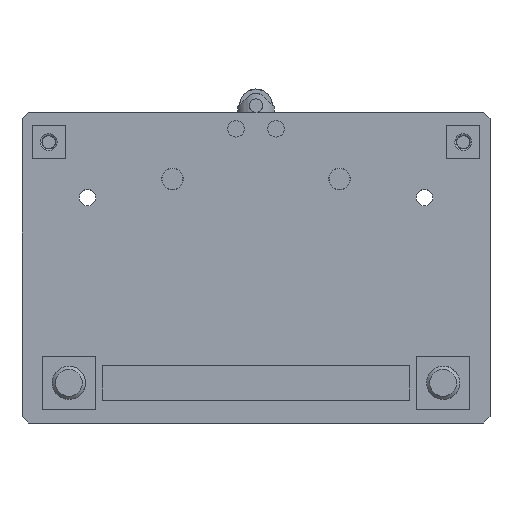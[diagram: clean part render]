
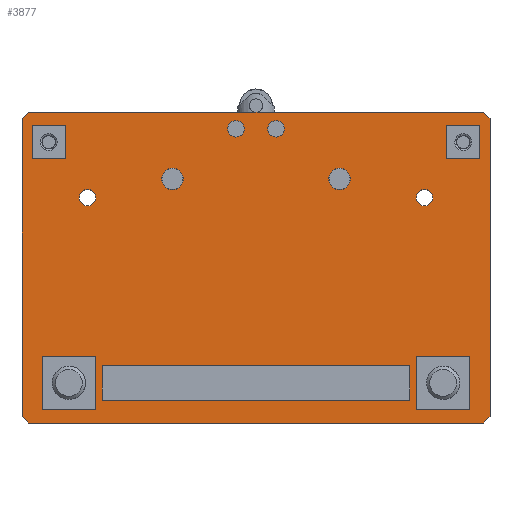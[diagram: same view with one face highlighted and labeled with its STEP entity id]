
A CAD part, top view. The second image highlights one B-rep face of the part: STEP entity #3877.
In plain terms, the highlighted planar face has unit normal (0, 0, 1).
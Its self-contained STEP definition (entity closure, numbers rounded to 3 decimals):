
#271=FACE_BOUND('',#1023,.T.);
#272=FACE_BOUND('',#1024,.T.);
#273=FACE_BOUND('',#1025,.T.);
#274=FACE_BOUND('',#1026,.T.);
#275=FACE_BOUND('',#1027,.T.);
#276=FACE_BOUND('',#1028,.T.);
#277=FACE_BOUND('',#1029,.T.);
#278=FACE_BOUND('',#1030,.T.);
#279=FACE_BOUND('',#1031,.T.);
#280=FACE_BOUND('',#1032,.T.);
#281=FACE_BOUND('',#1033,.T.);
#436=CIRCLE('',#4250,1.23);
#437=CIRCLE('',#4252,1.23);
#438=CIRCLE('',#4254,1.23);
#439=CIRCLE('',#4256,1.23);
#441=CIRCLE('',#4259,1.621);
#442=CIRCLE('',#4261,1.621);
#443=CIRCLE('',#4265,2.75);
#444=CIRCLE('',#4269,1.45);
#445=CIRCLE('',#4270,1.45);
#446=CIRCLE('',#4271,2.75);
#671=FACE_OUTER_BOUND('',#1022,.T.);
#1022=EDGE_LOOP('',(#3210,#3211,#3212,#3213,#3214,#3215,#3216,#3217));
#1023=EDGE_LOOP('',(#3218));
#1024=EDGE_LOOP('',(#3219));
#1025=EDGE_LOOP('',(#3220));
#1026=EDGE_LOOP('',(#3221));
#1027=EDGE_LOOP('',(#3222));
#1028=EDGE_LOOP('',(#3223));
#1029=EDGE_LOOP('',(#3224));
#1030=EDGE_LOOP('',(#3225,#3226,#3227,#3228));
#1031=EDGE_LOOP('',(#3229));
#1032=EDGE_LOOP('',(#3230));
#1033=EDGE_LOOP('',(#3231));
#1320=LINE('',#6535,#1568);
#1322=LINE('',#6541,#1570);
#1325=LINE('',#6551,#1573);
#1328=LINE('',#6555,#1576);
#1330=LINE('',#6559,#1578);
#1331=LINE('',#6561,#1579);
#1332=LINE('',#6563,#1580);
#1333=LINE('',#6565,#1581);
#1334=LINE('',#6567,#1582);
#1335=LINE('',#6569,#1583);
#1336=LINE('',#6570,#1584);
#1337=LINE('',#6571,#1585);
#1568=VECTOR('',#5220,5.2);
#1570=VECTOR('',#5224,5.2);
#1573=VECTOR('',#5233,44.5);
#1576=VECTOR('',#5238,46.);
#1578=VECTOR('',#5242,1.414);
#1579=VECTOR('',#5243,68.);
#1580=VECTOR('',#5244,1.414);
#1581=VECTOR('',#5245,44.5);
#1582=VECTOR('',#5246,1.414);
#1583=VECTOR('',#5247,68.);
#1584=VECTOR('',#5248,1.414);
#1585=VECTOR('',#5249,46.);
#1898=VERTEX_POINT('',#6508);
#1899=VERTEX_POINT('',#6511);
#1900=VERTEX_POINT('',#6514);
#1901=VERTEX_POINT('',#6517);
#1903=VERTEX_POINT('',#6522);
#1904=VERTEX_POINT('',#6525);
#1906=VERTEX_POINT('',#6529);
#1908=VERTEX_POINT('',#6533);
#1909=VERTEX_POINT('',#6537);
#1911=VERTEX_POINT('',#6540);
#1913=VERTEX_POINT('',#6546);
#1914=VERTEX_POINT('',#6549);
#1915=VERTEX_POINT('',#6550);
#1916=VERTEX_POINT('',#6558);
#1917=VERTEX_POINT('',#6560);
#1918=VERTEX_POINT('',#6562);
#1919=VERTEX_POINT('',#6564);
#1920=VERTEX_POINT('',#6566);
#1921=VERTEX_POINT('',#6568);
#1922=VERTEX_POINT('',#6572);
#1923=VERTEX_POINT('',#6574);
#1924=VERTEX_POINT('',#6576);
#2348=EDGE_CURVE('',#1898,#1898,#436,.T.);
#2349=EDGE_CURVE('',#1899,#1899,#437,.T.);
#2350=EDGE_CURVE('',#1900,#1900,#438,.T.);
#2351=EDGE_CURVE('',#1901,#1901,#439,.T.);
#2353=EDGE_CURVE('',#1903,#1903,#441,.T.);
#2354=EDGE_CURVE('',#1904,#1904,#442,.T.);
#2358=EDGE_CURVE('',#1908,#1906,#1320,.T.);
#2360=EDGE_CURVE('',#1911,#1909,#1322,.T.);
#2363=EDGE_CURVE('',#1913,#1913,#443,.T.);
#2364=EDGE_CURVE('',#1914,#1915,#1325,.T.);
#2367=EDGE_CURVE('',#1909,#1906,#1328,.T.);
#2369=EDGE_CURVE('',#1916,#1914,#1330,.T.);
#2370=EDGE_CURVE('',#1917,#1916,#1331,.T.);
#2371=EDGE_CURVE('',#1918,#1917,#1332,.T.);
#2372=EDGE_CURVE('',#1919,#1918,#1333,.T.);
#2373=EDGE_CURVE('',#1920,#1919,#1334,.T.);
#2374=EDGE_CURVE('',#1921,#1920,#1335,.T.);
#2375=EDGE_CURVE('',#1915,#1921,#1336,.T.);
#2376=EDGE_CURVE('',#1911,#1908,#1337,.T.);
#2377=EDGE_CURVE('',#1922,#1922,#444,.T.);
#2378=EDGE_CURVE('',#1923,#1923,#445,.T.);
#2379=EDGE_CURVE('',#1924,#1924,#446,.T.);
#3210=ORIENTED_EDGE('',*,*,#2364,.F.);
#3211=ORIENTED_EDGE('',*,*,#2369,.F.);
#3212=ORIENTED_EDGE('',*,*,#2370,.F.);
#3213=ORIENTED_EDGE('',*,*,#2371,.F.);
#3214=ORIENTED_EDGE('',*,*,#2372,.F.);
#3215=ORIENTED_EDGE('',*,*,#2373,.F.);
#3216=ORIENTED_EDGE('',*,*,#2374,.F.);
#3217=ORIENTED_EDGE('',*,*,#2375,.F.);
#3218=ORIENTED_EDGE('',*,*,#2348,.T.);
#3219=ORIENTED_EDGE('',*,*,#2349,.T.);
#3220=ORIENTED_EDGE('',*,*,#2350,.T.);
#3221=ORIENTED_EDGE('',*,*,#2351,.T.);
#3222=ORIENTED_EDGE('',*,*,#2353,.T.);
#3223=ORIENTED_EDGE('',*,*,#2354,.T.);
#3224=ORIENTED_EDGE('',*,*,#2363,.F.);
#3225=ORIENTED_EDGE('',*,*,#2358,.F.);
#3226=ORIENTED_EDGE('',*,*,#2376,.F.);
#3227=ORIENTED_EDGE('',*,*,#2360,.T.);
#3228=ORIENTED_EDGE('',*,*,#2367,.T.);
#3229=ORIENTED_EDGE('',*,*,#2377,.F.);
#3230=ORIENTED_EDGE('',*,*,#2378,.F.);
#3231=ORIENTED_EDGE('',*,*,#2379,.F.);
#3492=PLANE('',#4268);
#3877=ADVANCED_FACE('',(#671,#271,#272,#273,#274,#275,#276,#277,#278,#279,
#280,#281),#3492,.F.);
#4250=AXIS2_PLACEMENT_3D('',#6509,#5191,#5192);
#4252=AXIS2_PLACEMENT_3D('',#6512,#5195,#5196);
#4254=AXIS2_PLACEMENT_3D('',#6515,#5199,#5200);
#4256=AXIS2_PLACEMENT_3D('',#6518,#5203,#5204);
#4259=AXIS2_PLACEMENT_3D('',#6523,#5209,#5210);
#4261=AXIS2_PLACEMENT_3D('',#6526,#5213,#5214);
#4265=AXIS2_PLACEMENT_3D('',#6547,#5229,#5230);
#4268=AXIS2_PLACEMENT_3D('',#6557,#5240,#5241);
#4269=AXIS2_PLACEMENT_3D('',#6573,#5250,#5251);
#4270=AXIS2_PLACEMENT_3D('',#6575,#5252,#5253);
#4271=AXIS2_PLACEMENT_3D('',#6577,#5254,#5255);
#5191=DIRECTION('center_axis',(0.,0.,-1.));
#5192=DIRECTION('ref_axis',(-1.,0.,0.));
#5195=DIRECTION('center_axis',(0.,0.,-1.));
#5196=DIRECTION('ref_axis',(-1.,0.,0.));
#5199=DIRECTION('center_axis',(0.,0.,-1.));
#5200=DIRECTION('ref_axis',(-1.,0.,0.));
#5203=DIRECTION('center_axis',(0.,0.,-1.));
#5204=DIRECTION('ref_axis',(-1.,0.,0.));
#5209=DIRECTION('center_axis',(0.,0.,-1.));
#5210=DIRECTION('ref_axis',(-1.,0.,0.));
#5213=DIRECTION('center_axis',(0.,0.,-1.));
#5214=DIRECTION('ref_axis',(-1.,0.,0.));
#5220=DIRECTION('',(0.,-1.,0.));
#5224=DIRECTION('',(0.,-1.,0.));
#5229=DIRECTION('center_axis',(0.,0.,1.));
#5230=DIRECTION('ref_axis',(-1.,0.,0.));
#5233=DIRECTION('',(0.,1.,0.));
#5238=DIRECTION('',(-1.,0.,0.));
#5240=DIRECTION('center_axis',(0.,0.,-1.));
#5241=DIRECTION('ref_axis',(-1.,0.,0.));
#5242=DIRECTION('',(-0.707,0.707,0.));
#5243=DIRECTION('',(-1.,0.,0.));
#5244=DIRECTION('',(-0.707,-0.707,0.));
#5245=DIRECTION('',(0.,-1.,0.));
#5246=DIRECTION('',(0.707,-0.707,0.));
#5247=DIRECTION('',(1.,0.,0.));
#5248=DIRECTION('',(0.707,0.707,0.));
#5249=DIRECTION('',(-1.,0.,0.));
#5250=DIRECTION('center_axis',(0.,0.,1.));
#5251=DIRECTION('ref_axis',(-1.,0.,0.));
#5252=DIRECTION('center_axis',(0.,0.,1.));
#5253=DIRECTION('ref_axis',(-1.,0.,0.));
#5254=DIRECTION('center_axis',(0.,0.,1.));
#5255=DIRECTION('ref_axis',(-1.,0.,0.));
#6508=CARTESIAN_POINT('',(188.416,29.591,7.));
#6509=CARTESIAN_POINT('Origin',(187.187,29.591,7.));
#6511=CARTESIAN_POINT('',(194.416,29.591,7.));
#6512=CARTESIAN_POINT('Origin',(193.187,29.591,7.));
#6514=CARTESIAN_POINT('',(216.616,19.291,7.));
#6515=CARTESIAN_POINT('Origin',(215.387,19.291,7.));
#6517=CARTESIAN_POINT('',(166.216,19.291,7.));
#6518=CARTESIAN_POINT('Origin',(164.987,19.291,7.));
#6522=CARTESIAN_POINT('',(179.308,22.091,7.));
#6523=CARTESIAN_POINT('Origin',(177.687,22.091,7.));
#6525=CARTESIAN_POINT('',(204.308,22.091,7.));
#6526=CARTESIAN_POINT('Origin',(202.687,22.091,7.));
#6529=CARTESIAN_POINT('',(167.187,-11.009,7.));
#6533=CARTESIAN_POINT('',(167.187,-5.809,7.));
#6535=CARTESIAN_POINT('',(167.187,7.68,7.));
#6537=CARTESIAN_POINT('',(213.187,-11.009,7.));
#6540=CARTESIAN_POINT('',(213.187,-5.809,7.));
#6541=CARTESIAN_POINT('',(213.187,0.348,7.));
#6546=CARTESIAN_POINT('',(163.083,-11.009,7.));
#6547=CARTESIAN_POINT('Origin',(162.187,-8.409,7.));
#6549=CARTESIAN_POINT('',(155.187,-13.409,7.));
#6550=CARTESIAN_POINT('',(155.187,31.091,7.));
#6551=CARTESIAN_POINT('',(155.187,-10.109,7.));
#6555=CARTESIAN_POINT('',(225.187,-11.009,7.));
#6557=CARTESIAN_POINT('Origin',(225.187,-26.642,7.));
#6558=CARTESIAN_POINT('',(156.187,-14.409,7.));
#6559=CARTESIAN_POINT('',(176.245,-34.467,7.));
#6560=CARTESIAN_POINT('',(224.187,-14.409,7.));
#6561=CARTESIAN_POINT('',(225.187,-14.409,7.));
#6562=CARTESIAN_POINT('',(225.187,-13.409,7.));
#6563=CARTESIAN_POINT('',(221.629,-16.967,7.));
#6564=CARTESIAN_POINT('',(225.187,31.091,7.));
#6565=CARTESIAN_POINT('',(225.187,2.725,7.));
#6566=CARTESIAN_POINT('',(224.187,32.091,7.));
#6567=CARTESIAN_POINT('',(234.162,22.116,7.));
#6568=CARTESIAN_POINT('',(156.187,32.091,7.));
#6569=CARTESIAN_POINT('',(190.187,32.091,7.));
#6570=CARTESIAN_POINT('',(163.712,39.616,7.));
#6571=CARTESIAN_POINT('',(225.187,-5.809,7.));
#6572=CARTESIAN_POINT('',(222.637,27.591,7.));
#6573=CARTESIAN_POINT('Origin',(221.187,27.591,7.));
#6574=CARTESIAN_POINT('',(160.637,27.591,7.));
#6575=CARTESIAN_POINT('Origin',(159.187,27.591,7.));
#6576=CARTESIAN_POINT('',(217.291,-5.809,7.));
#6577=CARTESIAN_POINT('Origin',(218.187,-8.409,7.));
